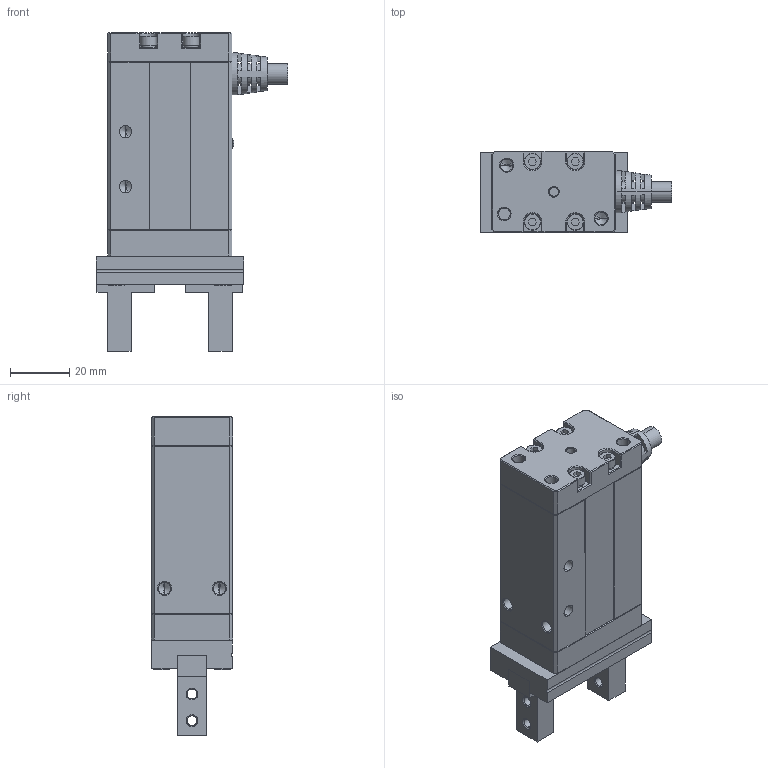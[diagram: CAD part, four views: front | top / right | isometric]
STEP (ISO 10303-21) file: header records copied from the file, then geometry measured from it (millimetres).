
FILE_DESCRIPTION (( 'STEP AP214' ), '1' );
FILE_NAME ('RM-EGB-06M-20D-1-D0200-ITG 踡椎倰萇雄忒硌 1.1.STEP', '2023-08-08T09:00:59', ( 'User' ), ( 'China' ), 'SwSTEP 2.0', 'SolidWorks 2019', '' );
FILE_SCHEMA (( 'AUTOMOTIVE_DESIGN' ));
Length unit declared in the file: millimetre
Products named in the file (14): 77; 99; 1; RM-EGB-06M-20D-1-D0200-ITG 踡椎倰萇雄忒硌 1.1; 88; 1010; 3; 11; 33; 55; 2; 66; 22; 44
Assembly tree (27 placements, depth 3):
  RM-EGB-06M-20D-1-D0200-ITG 踡椎倰萇雄忒硌 1.1
    11
    22
      1
      2
      3
    33
    44
    55
    66
    77  x2
    88  x8
    99  x4
    1010  x4
Bounding box: 65 x 27.6 x 108 mm (x, y, z)
Volume: 62248.5 mm3; surface area: 42653.3 mm2
Topology: 26 solids, 26 shells, 961 faces, 2370 edges, 1483 vertices
Faces by surface type: plane 468, cylinder 327, cone 124, torus 40, sphere 2
Entity records: 30613 total; most frequent: DIRECTION 4122, CARTESIAN_POINT 3851, ORIENTED_EDGE 3772, EDGE_CURVE 1886, AXIS2_PLACEMENT_3D 1459, LINE 1204, VECTOR 1204, VERTEX_POINT 1188
